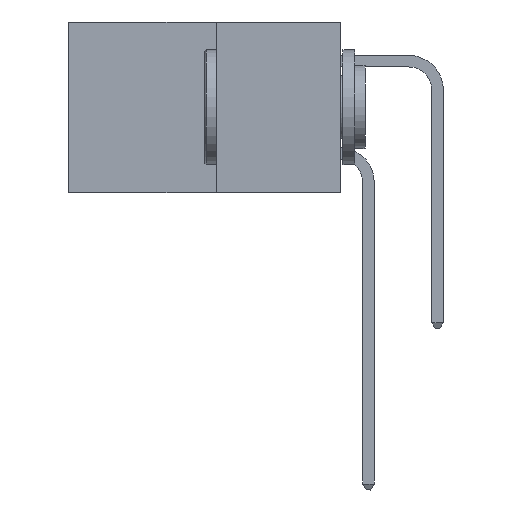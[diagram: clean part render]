
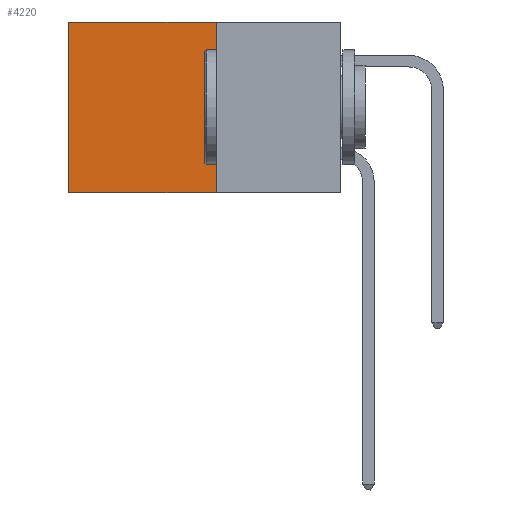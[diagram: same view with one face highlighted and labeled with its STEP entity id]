
A CAD part, left-side view. The second image highlights one B-rep face of the part: STEP entity #4220.
In plain terms, the highlighted planar face has unit normal (-1, 0, 0).
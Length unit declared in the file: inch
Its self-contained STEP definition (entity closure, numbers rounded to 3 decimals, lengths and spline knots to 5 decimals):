
#196 = CARTESIAN_POINT ( 'NONE',  ( 0.277, 0.27, -0.37 ) ) ;
#528 = LINE ( 'NONE', #6403, #13502 ) ;
#1721 = DIRECTION ( 'NONE',  ( 0., 1., 0. ) ) ;
#3967 = CARTESIAN_POINT ( 'NONE',  ( 0.277, 0.59, -0.37 ) ) ;
#4132 = LINE ( 'NONE', #21778, #29640 ) ;
#4220 = ADVANCED_FACE ( 'NONE', ( #5849 ), #13351, .F. ) ;
#5556 = VERTEX_POINT ( 'NONE', #8985 ) ;
#5849 = FACE_OUTER_BOUND ( 'NONE', #25252, .T. ) ;
#6403 = CARTESIAN_POINT ( 'NONE',  ( 0.277, 0.27, -0.37 ) ) ;
#6948 = CARTESIAN_POINT ( 'NONE',  ( 0.277, 0.27, 0. ) ) ;
#7115 = CARTESIAN_POINT ( 'NONE',  ( 0.277, 0.27, -0.37 ) ) ;
#8372 = VECTOR ( 'NONE', #1721, 39.37008 ) ;
#8985 = CARTESIAN_POINT ( 'NONE',  ( 0.277, 0.59, 0. ) ) ;
#9808 = VERTEX_POINT ( 'NONE', #31587 ) ;
#11670 = VERTEX_POINT ( 'NONE', #3967 ) ;
#12510 = VERTEX_POINT ( 'NONE', #7115 ) ;
#12883 = DIRECTION ( 'NONE',  ( 0., 0., -1. ) ) ;
#12914 = DIRECTION ( 'NONE',  ( 1., 0., 0. ) ) ;
#13028 = CARTESIAN_POINT ( 'NONE',  ( 0.277, 0.27, -0.37 ) ) ;
#13351 = PLANE ( 'NONE',  #18281 ) ;
#13502 = VECTOR ( 'NONE', #29299, 39.37008 ) ;
#14327 = EDGE_CURVE ( 'NONE', #5556, #11670, #4132, .T. ) ;
#14611 = LINE ( 'NONE', #196, #27332 ) ;
#16804 = LINE ( 'NONE', #6948, #8372 ) ;
#18281 = AXIS2_PLACEMENT_3D ( 'NONE', #13028, #12914, #12883 ) ;
#20806 = DIRECTION ( 'NONE',  ( 0., 0., -1. ) ) ;
#21778 = CARTESIAN_POINT ( 'NONE',  ( 0.277, 0.59, -0.37 ) ) ;
#24797 = ORIENTED_EDGE ( 'NONE', *, *, #14327, .T. ) ;
#25037 = EDGE_CURVE ( 'NONE', #9808, #5556, #16804, .T. ) ;
#25252 = EDGE_LOOP ( 'NONE', ( #24797, #30673, #27415, #30571 ) ) ;
#27332 = VECTOR ( 'NONE', #20806, 39.37008 ) ;
#27415 = ORIENTED_EDGE ( 'NONE', *, *, #31707, .F. ) ;
#28817 = DIRECTION ( 'NONE',  ( 0., 0., -1. ) ) ;
#29299 = DIRECTION ( 'NONE',  ( 0., 1., 0. ) ) ;
#29640 = VECTOR ( 'NONE', #28817, 39.37008 ) ;
#30571 = ORIENTED_EDGE ( 'NONE', *, *, #25037, .T. ) ;
#30593 = EDGE_CURVE ( 'NONE', #12510, #11670, #528, .T. ) ;
#30673 = ORIENTED_EDGE ( 'NONE', *, *, #30593, .F. ) ;
#31587 = CARTESIAN_POINT ( 'NONE',  ( 0.277, 0.27, 0. ) ) ;
#31707 = EDGE_CURVE ( 'NONE', #9808, #12510, #14611, .T. ) ;
